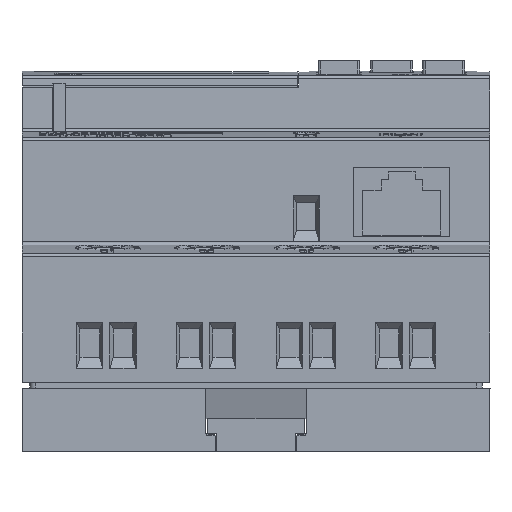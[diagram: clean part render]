
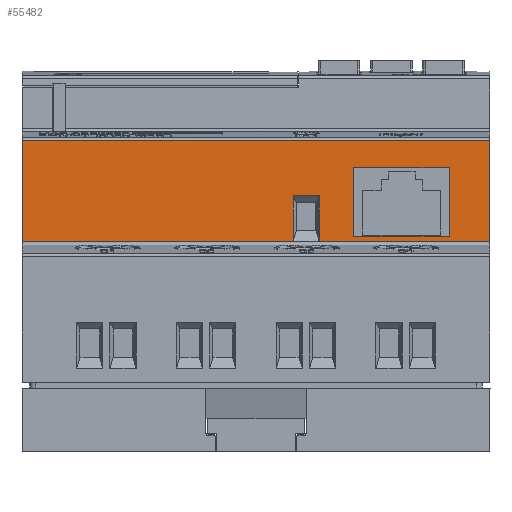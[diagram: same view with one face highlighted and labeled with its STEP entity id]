
A CAD part, front view. The second image highlights one B-rep face of the part: STEP entity #55482.
In plain terms, the highlighted face is planar.
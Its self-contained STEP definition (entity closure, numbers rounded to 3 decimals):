
#2783 = ORIENTED_EDGE ( 'NONE', *, *, #41899, .T. ) ;
#3185 = FACE_BOUND ( 'NONE', #77681, .T. ) ;
#3287 = CARTESIAN_POINT ( 'NONE',  ( -35.75, 42.495, 34. ) ) ;
#3320 = VECTOR ( 'NONE', #74643, 1000. ) ;
#3581 = DIRECTION ( 'NONE',  ( 0., 0., 1. ) ) ;
#5061 = CARTESIAN_POINT ( 'NONE',  ( 14.91, 42.495, 34. ) ) ;
#5744 = FACE_BOUND ( 'NONE', #38321, .T. ) ;
#6866 = CARTESIAN_POINT ( 'NONE',  ( -35.75, 27.81, 34. ) ) ;
#7439 = VECTOR ( 'NONE', #93769, 1000. ) ;
#7760 = ORIENTED_EDGE ( 'NONE', *, *, #95459, .T. ) ;
#8878 = CARTESIAN_POINT ( 'NONE',  ( 14.91, 27.81, 34. ) ) ;
#10162 = DIRECTION ( 'NONE',  ( 1., 0., 0. ) ) ;
#10740 = EDGE_CURVE ( 'NONE', #43506, #15457, #87649, .T. ) ;
#11923 = CARTESIAN_POINT ( 'NONE',  ( 29.51, 27.81, 34. ) ) ;
#12310 = VERTEX_POINT ( 'NONE', #16591 ) ;
#12723 = DIRECTION ( 'NONE',  ( 0., -1., 0. ) ) ;
#12925 = VERTEX_POINT ( 'NONE', #37988 ) ;
#13462 = EDGE_CURVE ( 'NONE', #92816, #29263, #60433, .T. ) ;
#13710 = CARTESIAN_POINT ( 'NONE',  ( -35.75, 42.495, 34. ) ) ;
#15204 = LINE ( 'NONE', #5061, #7439 ) ;
#15457 = VERTEX_POINT ( 'NONE', #54893 ) ;
#15788 = VERTEX_POINT ( 'NONE', #11923 ) ;
#16591 = CARTESIAN_POINT ( 'NONE',  ( 14.91, 38.41, 34. ) ) ;
#17007 = LINE ( 'NONE', #6866, #37800 ) ;
#17512 = DIRECTION ( 'NONE',  ( 1., 0., 0. ) ) ;
#19695 = CARTESIAN_POINT ( 'NONE',  ( 9.66, 34.1, 34. ) ) ;
#20307 = CARTESIAN_POINT ( 'NONE',  ( -35.75, 38.41, 34. ) ) ;
#20940 = VECTOR ( 'NONE', #67398, 1000. ) ;
#22836 = CARTESIAN_POINT ( 'NONE',  ( 9.66, 42.495, 34. ) ) ;
#23322 = DIRECTION ( 'NONE',  ( 1., 0., 0. ) ) ;
#24537 = DIRECTION ( 'NONE',  ( -1., 0., 0. ) ) ;
#27099 = VECTOR ( 'NONE', #23322, 1000. ) ;
#27643 = CARTESIAN_POINT ( 'NONE',  ( -35.75, 27.05, 34. ) ) ;
#28043 = VERTEX_POINT ( 'NONE', #19695 ) ;
#28326 = VECTOR ( 'NONE', #24537, 1000. ) ;
#28623 = EDGE_LOOP ( 'NONE', ( #55026, #2783, #7760, #34779 ) ) ;
#28968 = ORIENTED_EDGE ( 'NONE', *, *, #38592, .T. ) ;
#29263 = VERTEX_POINT ( 'NONE', #49694 ) ;
#30443 = LINE ( 'NONE', #20307, #48310 ) ;
#30915 = EDGE_CURVE ( 'NONE', #77496, #43506, #87025, .T. ) ;
#33443 = CARTESIAN_POINT ( 'NONE',  ( -35.75, 34.1, 34. ) ) ;
#34646 = CARTESIAN_POINT ( 'NONE',  ( -35.75, 27.1, 34. ) ) ;
#34779 = ORIENTED_EDGE ( 'NONE', *, *, #30915, .T. ) ;
#35038 = ORIENTED_EDGE ( 'NONE', *, *, #82189, .T. ) ;
#35986 = VECTOR ( 'NONE', #12723, 1000. ) ;
#37743 = LINE ( 'NONE', #27643, #45368 ) ;
#37800 = VECTOR ( 'NONE', #95575, 1000. ) ;
#37988 = CARTESIAN_POINT ( 'NONE',  ( 35.75, 27.05, 34. ) ) ;
#38321 = EDGE_LOOP ( 'NONE', ( #28968, #35038, #90778, #66626 ) ) ;
#38592 = EDGE_CURVE ( 'NONE', #64096, #15788, #60402, .T. ) ;
#40145 = DIRECTION ( 'NONE',  ( 0., -1., 0. ) ) ;
#40177 = DIRECTION ( 'NONE',  ( 0., 1., 0. ) ) ;
#41899 = EDGE_CURVE ( 'NONE', #15457, #12925, #37743, .T. ) ;
#43506 = VERTEX_POINT ( 'NONE', #3287 ) ;
#43583 = LINE ( 'NONE', #33443, #27099 ) ;
#44769 = LINE ( 'NONE', #34646, #28326 ) ;
#45368 = VECTOR ( 'NONE', #17512, 1000. ) ;
#48310 = VECTOR ( 'NONE', #10162, 1000. ) ;
#49297 = ORIENTED_EDGE ( 'NONE', *, *, #13462, .T. ) ;
#49433 = EDGE_CURVE ( 'NONE', #12310, #64096, #30443, .T. ) ;
#49694 = CARTESIAN_POINT ( 'NONE',  ( 5.66, 34.1, 34. ) ) ;
#50293 = CARTESIAN_POINT ( 'NONE',  ( 29.51, 42.495, 34. ) ) ;
#50332 = CARTESIAN_POINT ( 'NONE',  ( 5.66, 42.495, 34. ) ) ;
#50677 = ORIENTED_EDGE ( 'NONE', *, *, #98040, .T. ) ;
#54893 = CARTESIAN_POINT ( 'NONE',  ( -35.75, 27.05, 34. ) ) ;
#55026 = ORIENTED_EDGE ( 'NONE', *, *, #10740, .T. ) ;
#55482 = ADVANCED_FACE ( 'NONE', ( #73958, #3185, #5744 ), #94672, .T. ) ;
#60402 = LINE ( 'NONE', #50293, #65607 ) ;
#60433 = LINE ( 'NONE', #50332, #78540 ) ;
#61261 = CARTESIAN_POINT ( 'NONE',  ( 35.75, 42.495, 34. ) ) ;
#64096 = VERTEX_POINT ( 'NONE', #70605 ) ;
#65607 = VECTOR ( 'NONE', #40145, 1000. ) ;
#66626 = ORIENTED_EDGE ( 'NONE', *, *, #49433, .T. ) ;
#66788 = DIRECTION ( 'NONE',  ( -1., 0., 0. ) ) ;
#67001 = ORIENTED_EDGE ( 'NONE', *, *, #80308, .T. ) ;
#67398 = DIRECTION ( 'NONE',  ( 0., -1., 0. ) ) ;
#70605 = CARTESIAN_POINT ( 'NONE',  ( 29.51, 38.41, 34. ) ) ;
#71571 = VERTEX_POINT ( 'NONE', #83244 ) ;
#73958 = FACE_OUTER_BOUND ( 'NONE', #28623, .T. ) ;
#74643 = DIRECTION ( 'NONE',  ( 0., 1., 0. ) ) ;
#76906 = CARTESIAN_POINT ( 'NONE',  ( -35.75, 42.495, 34. ) ) ;
#77496 = VERTEX_POINT ( 'NONE', #61261 ) ;
#77518 = CARTESIAN_POINT ( 'NONE',  ( -35.75, 24.822, 34. ) ) ;
#77681 = EDGE_LOOP ( 'NONE', ( #50677, #79454, #67001, #49297 ) ) ;
#78540 = VECTOR ( 'NONE', #40177, 1000. ) ;
#79454 = ORIENTED_EDGE ( 'NONE', *, *, #97609, .T. ) ;
#80308 = EDGE_CURVE ( 'NONE', #71571, #92816, #44769, .T. ) ;
#80788 = VERTEX_POINT ( 'NONE', #8878 ) ;
#82189 = EDGE_CURVE ( 'NONE', #15788, #80788, #17007, .T. ) ;
#83244 = CARTESIAN_POINT ( 'NONE',  ( 9.66, 27.1, 34. ) ) ;
#83546 = LINE ( 'NONE', #22836, #35986 ) ;
#83805 = VECTOR ( 'NONE', #66788, 1000. ) ;
#84668 = EDGE_CURVE ( 'NONE', #80788, #12310, #15204, .T. ) ;
#84778 = CARTESIAN_POINT ( 'NONE',  ( 35.75, 42.495, 34. ) ) ;
#86705 = AXIS2_PLACEMENT_3D ( 'NONE', #13710, #3581, #92293 ) ;
#87025 = LINE ( 'NONE', #76906, #83805 ) ;
#87649 = LINE ( 'NONE', #77518, #20940 ) ;
#90102 = CARTESIAN_POINT ( 'NONE',  ( 5.66, 27.1, 34. ) ) ;
#90778 = ORIENTED_EDGE ( 'NONE', *, *, #84668, .T. ) ;
#92293 = DIRECTION ( 'NONE',  ( 0., -1., 0. ) ) ;
#92816 = VERTEX_POINT ( 'NONE', #90102 ) ;
#93769 = DIRECTION ( 'NONE',  ( 0., 1., 0. ) ) ;
#94672 = PLANE ( 'NONE',  #86705 ) ;
#94902 = LINE ( 'NONE', #84778, #3320 ) ;
#95459 = EDGE_CURVE ( 'NONE', #12925, #77496, #94902, .T. ) ;
#95575 = DIRECTION ( 'NONE',  ( -1., 0., 0. ) ) ;
#97609 = EDGE_CURVE ( 'NONE', #28043, #71571, #83546, .T. ) ;
#98040 = EDGE_CURVE ( 'NONE', #29263, #28043, #43583, .T. ) ;
